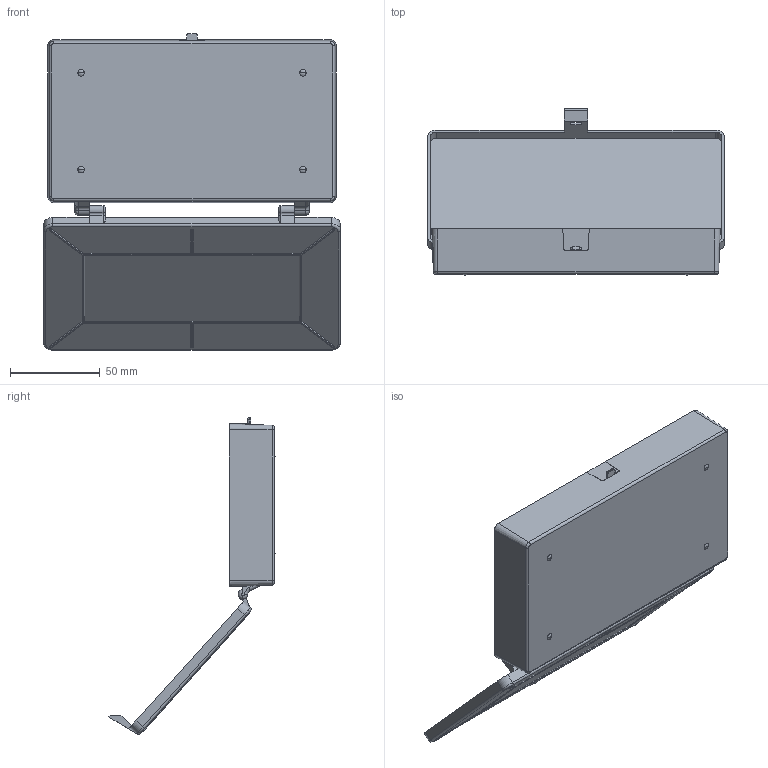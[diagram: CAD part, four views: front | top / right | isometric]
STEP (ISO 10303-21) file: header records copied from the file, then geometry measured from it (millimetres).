
FILE_DESCRIPTION (( 'STEP AP214' ), '1' );
FILE_NAME ('BC2700K.STEP', '2013-10-09T19:43:35', ( 'x' ), ( '' ), 'SwSTEP 2.0', 'SolidWorks 2012', '' );
FILE_SCHEMA (( 'AUTOMOTIVE_DESIGN' ));
Length unit declared in the file: inch
Products named in the file (15): BA100; ba100-ma1; BC2710; BP125209; BA80; BC2730; BC2710-MA1; BC2730-MA1; BC2720; 3AB03-002_with flange; BC2720-MA1; 3449-7-7_opened; 3449-7-7-MA2; 3449-7-7-MA1; BC2700K
Assembly tree (17 placements, depth 3):
  BC2700K
    3449-7-7_opened
      3449-7-7-MA1
      3449-7-7-MA2
    BC2720
      BC2720-MA1
      3AB03-002_with flange
    BC2730
      BC2730-MA1
      BC2710-MA1
    BA80
    BC2710
      BP125209
      BC2710-MA1
    BA100
      3AB03-002_with flange  x2
      ba100-ma1
Bounding box: 165.1 x 92.64 x 176.26 mm (x, y, z)
Volume: 107733.8 mm3; surface area: 132300.7 mm2
Topology: 12 solids, 12 shells, 2081 faces, 5741 edges, 3746 vertices
Faces by surface type: plane 970, cylinder 824, cone 152, torus 73, bspline 40, sphere 22
Entity records: 53096 total; most frequent: CARTESIAN_POINT 11824, ORIENTED_EDGE 7328, DIRECTION 7287, EDGE_CURVE 3664, AXIS2_PLACEMENT_3D 2636, VERTEX_POINT 2393, LINE 2015, VECTOR 2015
